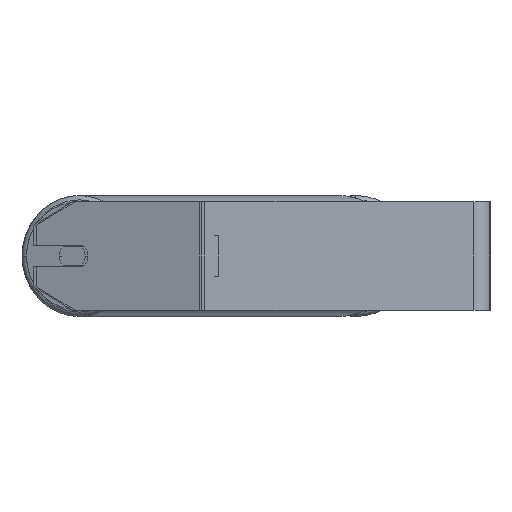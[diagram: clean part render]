
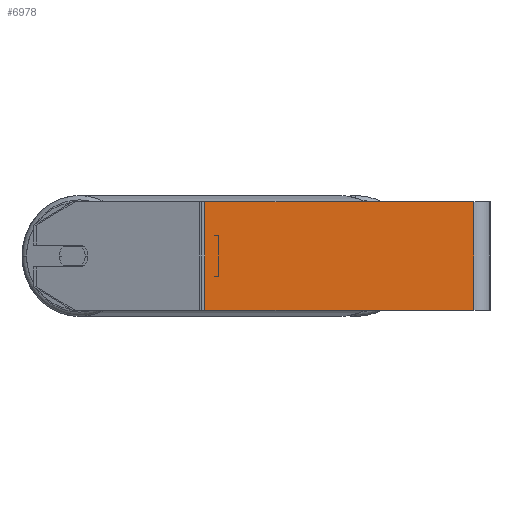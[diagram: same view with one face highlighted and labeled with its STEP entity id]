
A CAD part, left-side view. The second image highlights one B-rep face of the part: STEP entity #6978.
In plain terms, the highlighted planar face has unit normal (-1, 0, 0).
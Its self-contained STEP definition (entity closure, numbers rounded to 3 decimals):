
#626 = DIRECTION ( 'NONE',  ( 0., 0., -1. ) ) ;
#682 = CARTESIAN_POINT ( 'NONE',  ( -900., 211.848, 40. ) ) ;
#716 = EDGE_LOOP ( 'NONE', ( #4997, #4109, #5855, #5012 ) ) ;
#779 = EDGE_CURVE ( 'NONE', #4017, #6655, #8653, .T. ) ;
#804 = CARTESIAN_POINT ( 'NONE',  ( -900., 211.848, 40. ) ) ;
#1449 = CARTESIAN_POINT ( 'NONE',  ( -900., 209.733, 40. ) ) ;
#1466 = VECTOR ( 'NONE', #8741, 1000. ) ;
#1664 = DIRECTION ( 'NONE',  ( 0., 0., -1. ) ) ;
#2036 = EDGE_CURVE ( 'NONE', #6655, #5523, #7093, .T. ) ;
#2134 = VERTEX_POINT ( 'NONE', #7354 ) ;
#2417 = EDGE_CURVE ( 'NONE', #2134, #5523, #3501, .T. ) ;
#3082 = CARTESIAN_POINT ( 'NONE',  ( -900., 12., 40. ) ) ;
#3131 = CARTESIAN_POINT ( 'NONE',  ( -900., 209.733, 40. ) ) ;
#3501 = LINE ( 'NONE', #5588, #4029 ) ;
#3974 = DIRECTION ( 'NONE',  ( 0., 0., -1. ) ) ;
#4017 = VERTEX_POINT ( 'NONE', #1449 ) ;
#4029 = VECTOR ( 'NONE', #4116, 1000. ) ;
#4109 = ORIENTED_EDGE ( 'NONE', *, *, #2036, .F. ) ;
#4116 = DIRECTION ( 'NONE',  ( 0., -1., 0. ) ) ;
#4305 = CARTESIAN_POINT ( 'NONE',  ( -900., 12., 40. ) ) ;
#4876 = DIRECTION ( 'NONE',  ( 1., 0., 0. ) ) ;
#4924 = VECTOR ( 'NONE', #3974, 1000. ) ;
#4997 = ORIENTED_EDGE ( 'NONE', *, *, #2417, .T. ) ;
#5012 = ORIENTED_EDGE ( 'NONE', *, *, #6319, .T. ) ;
#5305 = VECTOR ( 'NONE', #1664, 1000. ) ;
#5372 = FACE_OUTER_BOUND ( 'NONE', #716, .T. ) ;
#5523 = VERTEX_POINT ( 'NONE', #7325 ) ;
#5588 = CARTESIAN_POINT ( 'NONE',  ( -900., 211.848, -40. ) ) ;
#5634 = AXIS2_PLACEMENT_3D ( 'NONE', #804, #4876, #626 ) ;
#5855 = ORIENTED_EDGE ( 'NONE', *, *, #779, .F. ) ;
#6319 = EDGE_CURVE ( 'NONE', #4017, #2134, #7293, .T. ) ;
#6655 = VERTEX_POINT ( 'NONE', #3082 ) ;
#6682 = PLANE ( 'NONE',  #5634 ) ;
#6978 = ADVANCED_FACE ( 'NONE', ( #5372 ), #6682, .F. ) ;
#7093 = LINE ( 'NONE', #4305, #5305 ) ;
#7293 = LINE ( 'NONE', #3131, #4924 ) ;
#7325 = CARTESIAN_POINT ( 'NONE',  ( -900., 12., -40. ) ) ;
#7354 = CARTESIAN_POINT ( 'NONE',  ( -900., 209.733, -40. ) ) ;
#8653 = LINE ( 'NONE', #682, #1466 ) ;
#8741 = DIRECTION ( 'NONE',  ( 0., -1., 0. ) ) ;
